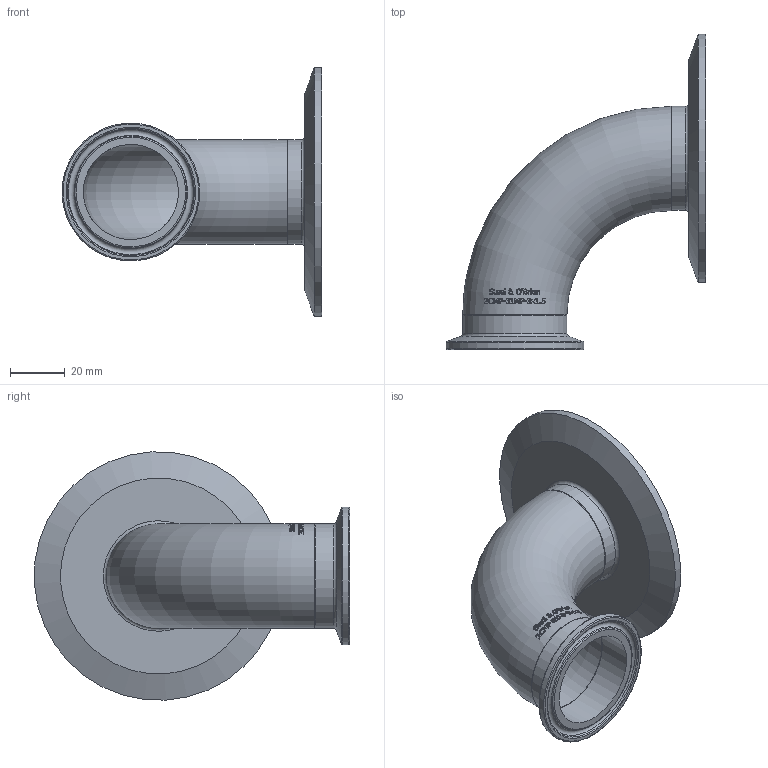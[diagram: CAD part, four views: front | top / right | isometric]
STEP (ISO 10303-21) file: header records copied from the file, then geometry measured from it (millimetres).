
FILE_DESCRIPTION(/* description */ (''),/* implementation_level */ '2;1');
FILE_NAME(/* name */ '2CMP-31MP-3X1.5.stp',/* time_stamp */ '2022-02-22T17:28:39-05:00',/* author */ ('rick'),/* organization */ (''),/* preprocessor_version */ 'ST-DEVELOPER v18.1',/* originating_system */ 'Autodesk Inventor 2020',/* authorisation */ '');
FILE_SCHEMA (('AUTOMOTIVE_DESIGN { 1 0 10303 214 3 1 1 }'));
Length unit declared in the file: inch
Products named in the file (1): 2CMP-31MP-3X1.5
Bounding box: 95.01 x 115.22 x 90.74 mm (x, y, z)
Volume: 45996.5 mm3; surface area: 39395.6 mm2
Topology: 1 solids, 1 shells, 492 faces, 1370 edges, 926 vertices
Faces by surface type: bspline 215, plane 208, torus 56, cone 7, cylinder 6
Full cylindrical faces by diameter (mm): 34.798 x2, 38.1 x2, 50.394 x1, 90.907 x1
Entity records: 20660 total; most frequent: CARTESIAN_POINT 10047, ORIENTED_EDGE 2740, EDGE_CURVE 1370, DIRECTION 1213, VERTEX_POINT 926, B_SPLINE_CURVE_WITH_KNOTS 828, EDGE_LOOP 540, FACE_OUTER_BOUND 492
